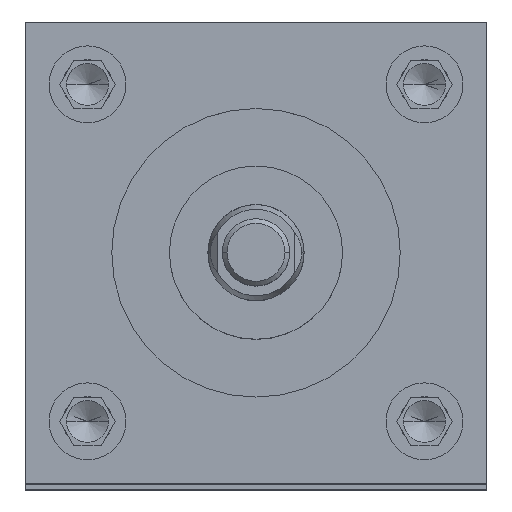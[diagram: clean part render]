
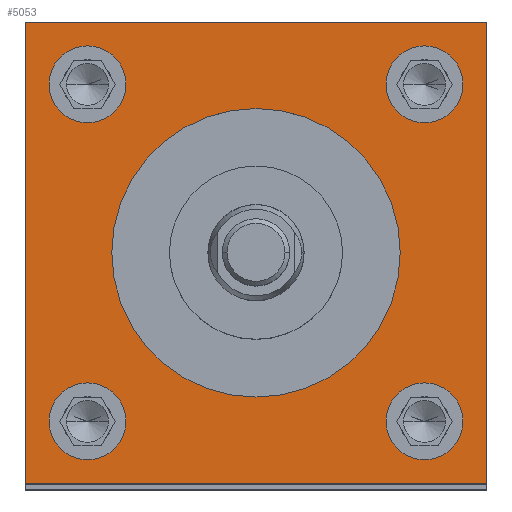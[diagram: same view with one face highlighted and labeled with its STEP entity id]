
A CAD part, top view. The second image highlights one B-rep face of the part: STEP entity #5053.
In plain terms, the highlighted planar face has unit normal (0, 0, 1).
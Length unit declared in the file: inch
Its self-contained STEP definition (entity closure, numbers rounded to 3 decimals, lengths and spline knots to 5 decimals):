
#103 = ORIENTED_EDGE ( 'NONE', *, *, #6495, .T. ) ;
#112 = CIRCLE ( 'NONE', #461, 0.25 ) ;
#128 = DIRECTION ( 'NONE',  ( 0., 0., 1. ) ) ;
#161 = CARTESIAN_POINT ( 'NONE',  ( -1.5, 1.5, 23.75 ) ) ;
#201 = FACE_BOUND ( 'NONE', #7033, .T. ) ;
#316 = ORIENTED_EDGE ( 'NONE', *, *, #855, .F. ) ;
#323 = VERTEX_POINT ( 'NONE', #957 ) ;
#342 = CIRCLE ( 'NONE', #2513, 0.25 ) ;
#349 = CARTESIAN_POINT ( 'NONE',  ( 1.345, -1.095, 23.75 ) ) ;
#461 = AXIS2_PLACEMENT_3D ( 'NONE', #5197, #853, #4103 ) ;
#462 = DIRECTION ( 'NONE',  ( 1., 0., 0. ) ) ;
#510 = ORIENTED_EDGE ( 'NONE', *, *, #2003, .F. ) ;
#578 = CARTESIAN_POINT ( 'NONE',  ( -1.095, -1.095, 23.75 ) ) ;
#615 = CARTESIAN_POINT ( 'NONE',  ( 0.9375, 0., 23.75 ) ) ;
#650 = EDGE_LOOP ( 'NONE', ( #7129, #510 ) ) ;
#701 = VERTEX_POINT ( 'NONE', #6037 ) ;
#709 = VERTEX_POINT ( 'NONE', #2170 ) ;
#733 = LINE ( 'NONE', #2450, #5752 ) ;
#785 = ORIENTED_EDGE ( 'NONE', *, *, #5888, .F. ) ;
#853 = DIRECTION ( 'NONE',  ( 0., 0., 1. ) ) ;
#855 = EDGE_CURVE ( 'NONE', #5911, #323, #342, .T. ) ;
#872 = ORIENTED_EDGE ( 'NONE', *, *, #5887, .F. ) ;
#957 = CARTESIAN_POINT ( 'NONE',  ( -1.345, 1.095, 23.75 ) ) ;
#961 = VERTEX_POINT ( 'NONE', #1694 ) ;
#1001 = VERTEX_POINT ( 'NONE', #2270 ) ;
#1120 = CARTESIAN_POINT ( 'NONE',  ( 1.5, -1.5, 23.75 ) ) ;
#1268 = DIRECTION ( 'NONE',  ( -1., 0., 0. ) ) ;
#1339 = AXIS2_PLACEMENT_3D ( 'NONE', #161, #6757, #1268 ) ;
#1367 = ORIENTED_EDGE ( 'NONE', *, *, #2262, .T. ) ;
#1476 = DIRECTION ( 'NONE',  ( 1., 0., 0. ) ) ;
#1516 = ORIENTED_EDGE ( 'NONE', *, *, #2948, .F. ) ;
#1593 = DIRECTION ( 'NONE',  ( 1., 0., 0. ) ) ;
#1670 = CARTESIAN_POINT ( 'NONE',  ( 0., 0., 23.75 ) ) ;
#1694 = CARTESIAN_POINT ( 'NONE',  ( -1.5, 1.5, 23.75 ) ) ;
#1696 = LINE ( 'NONE', #1120, #5630 ) ;
#1730 = FACE_BOUND ( 'NONE', #3519, .T. ) ;
#1734 = DIRECTION ( 'NONE',  ( 0., 0., 1. ) ) ;
#1851 = DIRECTION ( 'NONE',  ( 1., 0., 0. ) ) ;
#1943 = ORIENTED_EDGE ( 'NONE', *, *, #3440, .F. ) ;
#2003 = EDGE_CURVE ( 'NONE', #7050, #2867, #4320, .T. ) ;
#2062 = CARTESIAN_POINT ( 'NONE',  ( -1.5, -1.5, 23.75 ) ) ;
#2131 = AXIS2_PLACEMENT_3D ( 'NONE', #2357, #6263, #5654 ) ;
#2152 = VERTEX_POINT ( 'NONE', #349 ) ;
#2170 = CARTESIAN_POINT ( 'NONE',  ( 0.845, -1.095, 23.75 ) ) ;
#2219 = ORIENTED_EDGE ( 'NONE', *, *, #3613, .F. ) ;
#2228 = DIRECTION ( 'NONE',  ( 0., 0., 1. ) ) ;
#2262 = EDGE_CURVE ( 'NONE', #6283, #961, #3308, .T. ) ;
#2270 = CARTESIAN_POINT ( 'NONE',  ( -0.845, -1.095, 23.75 ) ) ;
#2278 = FACE_BOUND ( 'NONE', #4791, .T. ) ;
#2357 = CARTESIAN_POINT ( 'NONE',  ( 0., 0., 23.75 ) ) ;
#2367 = CIRCLE ( 'NONE', #4919, 0.25 ) ;
#2434 = EDGE_LOOP ( 'NONE', ( #1943, #872 ) ) ;
#2450 = CARTESIAN_POINT ( 'NONE',  ( -1.5, -1.5, 23.75 ) ) ;
#2454 = CIRCLE ( 'NONE', #4776, 0.25 ) ;
#2464 = EDGE_CURVE ( 'NONE', #2152, #709, #2454, .T. ) ;
#2513 = AXIS2_PLACEMENT_3D ( 'NONE', #4228, #6424, #1476 ) ;
#2532 = ORIENTED_EDGE ( 'NONE', *, *, #6246, .T. ) ;
#2563 = EDGE_CURVE ( 'NONE', #2867, #7050, #6729, .T. ) ;
#2589 = VERTEX_POINT ( 'NONE', #6080 ) ;
#2605 = DIRECTION ( 'NONE',  ( 1., 0., 0. ) ) ;
#2668 = ORIENTED_EDGE ( 'NONE', *, *, #4696, .T. ) ;
#2790 = AXIS2_PLACEMENT_3D ( 'NONE', #6942, #6983, #462 ) ;
#2810 = CARTESIAN_POINT ( 'NONE',  ( -1.5, 1.5, 23.75 ) ) ;
#2867 = VERTEX_POINT ( 'NONE', #615 ) ;
#2899 = CARTESIAN_POINT ( 'NONE',  ( -0.9375, 0., 23.75 ) ) ;
#2916 = CARTESIAN_POINT ( 'NONE',  ( 1.5, 1.5, 23.75 ) ) ;
#2922 = CIRCLE ( 'NONE', #4443, 0.25 ) ;
#2948 = EDGE_CURVE ( 'NONE', #323, #5911, #2922, .T. ) ;
#3270 = VECTOR ( 'NONE', #2605, 39.37008 ) ;
#3308 = LINE ( 'NONE', #2810, #3370 ) ;
#3322 = VERTEX_POINT ( 'NONE', #4466 ) ;
#3370 = VECTOR ( 'NONE', #6545, 39.37008 ) ;
#3440 = EDGE_CURVE ( 'NONE', #1001, #701, #4593, .T. ) ;
#3519 = EDGE_LOOP ( 'NONE', ( #2219, #6692 ) ) ;
#3613 = EDGE_CURVE ( 'NONE', #5597, #4983, #3718, .T. ) ;
#3718 = CIRCLE ( 'NONE', #2790, 0.25 ) ;
#3872 = DIRECTION ( 'NONE',  ( 0., 0., 1. ) ) ;
#3961 = CARTESIAN_POINT ( 'NONE',  ( -1.095, 1.095, 23.75 ) ) ;
#3970 = FACE_BOUND ( 'NONE', #2434, .T. ) ;
#3980 = CARTESIAN_POINT ( 'NONE',  ( 1.095, 1.095, 23.75 ) ) ;
#4068 = CARTESIAN_POINT ( 'NONE',  ( -1.095, -1.095, 23.75 ) ) ;
#4103 = DIRECTION ( 'NONE',  ( 1., 0., 0. ) ) ;
#4140 = AXIS2_PLACEMENT_3D ( 'NONE', #4068, #5234, #5163 ) ;
#4228 = CARTESIAN_POINT ( 'NONE',  ( -1.095, 1.095, 23.75 ) ) ;
#4320 = CIRCLE ( 'NONE', #2131, 0.9375 ) ;
#4431 = DIRECTION ( 'NONE',  ( 1., 0., 0. ) ) ;
#4443 = AXIS2_PLACEMENT_3D ( 'NONE', #3961, #6538, #1593 ) ;
#4466 = CARTESIAN_POINT ( 'NONE',  ( -1.5, -1.5, 23.75 ) ) ;
#4520 = FACE_BOUND ( 'NONE', #650, .T. ) ;
#4546 = AXIS2_PLACEMENT_3D ( 'NONE', #1670, #1734, #6680 ) ;
#4593 = CIRCLE ( 'NONE', #4920, 0.25 ) ;
#4621 = EDGE_CURVE ( 'NONE', #4983, #5597, #2367, .T. ) ;
#4696 = EDGE_CURVE ( 'NONE', #3322, #2589, #6871, .T. ) ;
#4753 = CARTESIAN_POINT ( 'NONE',  ( -0.845, 1.095, 23.75 ) ) ;
#4776 = AXIS2_PLACEMENT_3D ( 'NONE', #5431, #3872, #5508 ) ;
#4791 = EDGE_LOOP ( 'NONE', ( #4929, #785 ) ) ;
#4915 = CARTESIAN_POINT ( 'NONE',  ( 1.345, 1.095, 23.75 ) ) ;
#4919 = AXIS2_PLACEMENT_3D ( 'NONE', #3980, #128, #1851 ) ;
#4920 = AXIS2_PLACEMENT_3D ( 'NONE', #578, #2228, #4431 ) ;
#4929 = ORIENTED_EDGE ( 'NONE', *, *, #2464, .F. ) ;
#4957 = CIRCLE ( 'NONE', #4140, 0.25 ) ;
#4983 = VERTEX_POINT ( 'NONE', #6254 ) ;
#5053 = ADVANCED_FACE ( 'NONE', ( #2278, #1730, #3970, #201, #4520, #6183 ), #5645, .F. ) ;
#5163 = DIRECTION ( 'NONE',  ( 1., 0., 0. ) ) ;
#5197 = CARTESIAN_POINT ( 'NONE',  ( 1.095, -1.095, 23.75 ) ) ;
#5234 = DIRECTION ( 'NONE',  ( 0., 0., 1. ) ) ;
#5431 = CARTESIAN_POINT ( 'NONE',  ( 1.095, -1.095, 23.75 ) ) ;
#5508 = DIRECTION ( 'NONE',  ( 1., 0., 0. ) ) ;
#5597 = VERTEX_POINT ( 'NONE', #4915 ) ;
#5630 = VECTOR ( 'NONE', #7032, 39.37008 ) ;
#5645 = PLANE ( 'NONE',  #1339 ) ;
#5654 = DIRECTION ( 'NONE',  ( 1., 0., 0. ) ) ;
#5752 = VECTOR ( 'NONE', #6794, 39.37008 ) ;
#5887 = EDGE_CURVE ( 'NONE', #701, #1001, #4957, .T. ) ;
#5888 = EDGE_CURVE ( 'NONE', #709, #2152, #112, .T. ) ;
#5911 = VERTEX_POINT ( 'NONE', #4753 ) ;
#6037 = CARTESIAN_POINT ( 'NONE',  ( -1.345, -1.095, 23.75 ) ) ;
#6080 = CARTESIAN_POINT ( 'NONE',  ( 1.5, -1.5, 23.75 ) ) ;
#6183 = FACE_OUTER_BOUND ( 'NONE', #6560, .T. ) ;
#6246 = EDGE_CURVE ( 'NONE', #961, #3322, #733, .T. ) ;
#6254 = CARTESIAN_POINT ( 'NONE',  ( 0.845, 1.095, 23.75 ) ) ;
#6263 = DIRECTION ( 'NONE',  ( 0., 0., 1. ) ) ;
#6283 = VERTEX_POINT ( 'NONE', #2916 ) ;
#6424 = DIRECTION ( 'NONE',  ( 0., 0., 1. ) ) ;
#6495 = EDGE_CURVE ( 'NONE', #2589, #6283, #1696, .T. ) ;
#6538 = DIRECTION ( 'NONE',  ( 0., 0., 1. ) ) ;
#6545 = DIRECTION ( 'NONE',  ( -1., 0., 0. ) ) ;
#6560 = EDGE_LOOP ( 'NONE', ( #2532, #2668, #103, #1367 ) ) ;
#6680 = DIRECTION ( 'NONE',  ( 1., 0., 0. ) ) ;
#6692 = ORIENTED_EDGE ( 'NONE', *, *, #4621, .F. ) ;
#6729 = CIRCLE ( 'NONE', #4546, 0.9375 ) ;
#6757 = DIRECTION ( 'NONE',  ( 0., 0., -1. ) ) ;
#6794 = DIRECTION ( 'NONE',  ( 0., -1., 0. ) ) ;
#6871 = LINE ( 'NONE', #2062, #3270 ) ;
#6942 = CARTESIAN_POINT ( 'NONE',  ( 1.095, 1.095, 23.75 ) ) ;
#6983 = DIRECTION ( 'NONE',  ( 0., 0., 1. ) ) ;
#7032 = DIRECTION ( 'NONE',  ( 0., 1., 0. ) ) ;
#7033 = EDGE_LOOP ( 'NONE', ( #316, #1516 ) ) ;
#7050 = VERTEX_POINT ( 'NONE', #2899 ) ;
#7129 = ORIENTED_EDGE ( 'NONE', *, *, #2563, .F. ) ;
